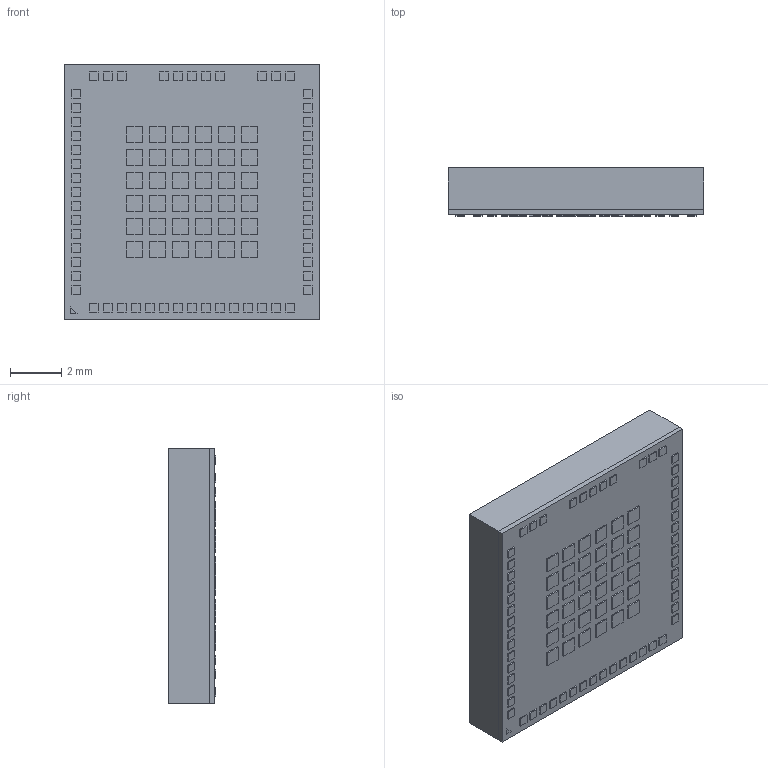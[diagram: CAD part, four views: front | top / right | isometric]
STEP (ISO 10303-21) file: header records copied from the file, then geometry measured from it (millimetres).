
FILE_DESCRIPTION (( 'STEP AP214' ), '1' );
FILE_NAME ('STM32WL5MOCH6TR.STEP', '2024-04-02T13:13:15', ( 'LENOVO' ), ( '' ), 'SwSTEP 2.0', 'SolidWorks 2021', '' );
FILE_SCHEMA (( 'AUTOMOTIVE_DESIGN' ));
Length unit declared in the file: millimetre
Products named in the file (1): STM32WL5MOCH6TR
Bounding box: 10 x 1.88 x 10 mm (x, y, z)
Volume: 183.8 mm3; surface area: 522 mm2
Topology: 96 solids, 96 shells, 580 faces, 1158 edges, 772 vertices
Faces by surface type: plane 576, cylinder 4
Entity records: 15579 total; most frequent: CARTESIAN_POINT 2511, DIRECTION 2328, ORIENTED_EDGE 2316, EDGE_CURVE 1158, LINE 1150, VECTOR 1150, VERTEX_POINT 772, AXIS2_PLACEMENT_3D 589
